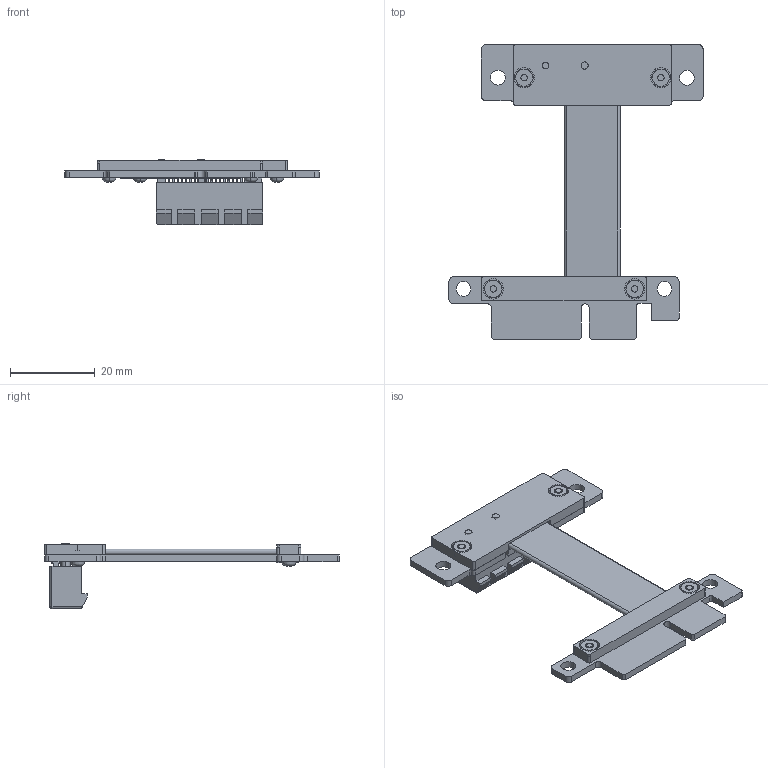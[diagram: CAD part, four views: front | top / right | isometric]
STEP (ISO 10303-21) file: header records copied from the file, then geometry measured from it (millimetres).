
FILE_DESCRIPTION(('Open CASCADE Model'),'2;1');
FILE_NAME('Open CASCADE Shape Model','2020-03-13T09:08:57',('Author'),( 'Open CASCADE'),'Open CASCADE STEP processor 6.8','Open CASCADE 6.8' ,'Unknown');
FILE_SCHEMA(('AUTOMOTIVE_DESIGN { 1 0 10303 214 1 1 1 1 }'));
Length unit declared in the file: millimetre
Products named in the file (15): PCB; Board; Open CASCADE STEP translator 6.8 3.1.1; Free-Models; Tape14x5_RGB0; TE_PCIe_Express_x1_(2.3mm_Pins)_RGB4404530; PCIe_Body_PCIe_x1; Pins_Internal_Pin_(Short); Pins_External_Pin_(Short); RP11R-PAD; Hexagon_nut_ISO_4032_(DIN_934)_-_M2_RGB9411503; G0033_RGB9411503; RP22S-PAD; Tape28x5_RGB0; cable20-43-r
Assembly tree (54 placements, depth 4):
  PCB
    Board
      Open CASCADE STEP translator 6.8 3.1.1
    Free-Models
      Tape14x5_RGB0
      TE_PCIe_Express_x1_(2.3mm_Pins)_RGB4404530
        PCIe_Body_PCIe_x1
        Pins_Internal_Pin_(Short)  x18
        Pins_External_Pin_(Short)  x18
      RP11R-PAD
      Hexagon_nut_ISO_4032_(DIN_934)_-_M2_RGB9411503  x4
      G0033_RGB9411503  x4
      RP22S-PAD
      Tape28x5_RGB0
      cable20-43-r
Bounding box: 59.8 x 69.44 x 15.4 mm (x, y, z)
Volume: 5545.6 mm3; surface area: 12786.6 mm2
Topology: 91 solids, 91 shells, 2236 faces, 6011 edges, 3942 vertices
Faces by surface type: plane 1225, cylinder 869, torus 80, cone 52, revolution 8, sphere 2
Full cylindrical faces by diameter (mm): 0.6 x60, 0.7 x36, 1.2 x4, 1.6 x35, 2 x4, 2.2 x7, 2.216 x1, 2.35 x2, 2.4 x2, 3.5 x4, 4.8 x4
Entity records: 41980 total; most frequent: CARTESIAN_POINT 6842, DIRECTION 6727, ORIENTED_EDGE 6474, EDGE_CURVE 3237, AXIS2_PLACEMENT_3D 2309, LINE 2107, VECTOR 2107, VERTEX_POINT 2106
